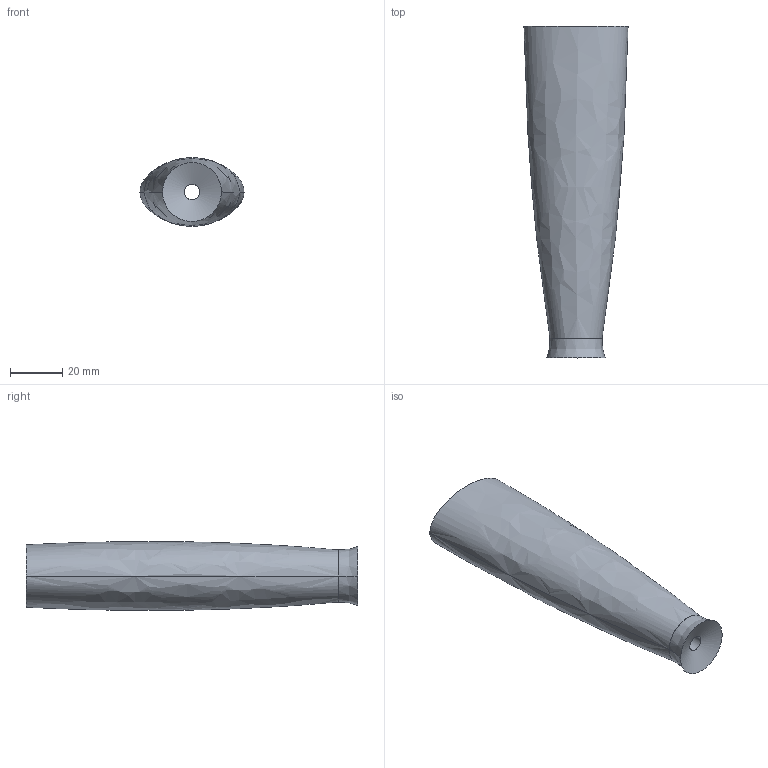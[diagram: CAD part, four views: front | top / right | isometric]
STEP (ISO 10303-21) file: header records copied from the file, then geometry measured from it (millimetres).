
FILE_DESCRIPTION(/* description */ (''),/* implementation_level */ '2;1');
FILE_NAME(/* name */ '粗柄40~2',/* time_stamp */ '2025-09-10T21:48:06+08:00',/* author */ (''),/* organization */ (''),/* preprocessor_version */ 'ST-DEVELOPER v16.5',/* originating_system */ '',/* authorisation */ '');
FILE_SCHEMA (('CONFIG_CONTROL_DESIGN'));
Length unit declared in the file: millimetre
Products named in the file (1): Document
Bounding box: 40 x 127.51 x 26.48 mm (x, y, z)
Volume: 63960.8 mm3; surface area: 19453.2 mm2
Topology: 2 solids, 2 shells, 31 faces, 81 edges, 54 vertices
Faces by surface type: plane 18, bspline 7, cylinder 6
Entity records: 1457 total; most frequent: CARTESIAN_POINT 837, ORIENTED_EDGE 162, EDGE_CURVE 81, B_SPLINE_CURVE_WITH_KNOTS 54, VERTEX_POINT 54, EDGE_LOOP 35, ADVANCED_FACE 31, FACE_OUTER_BOUND 31
